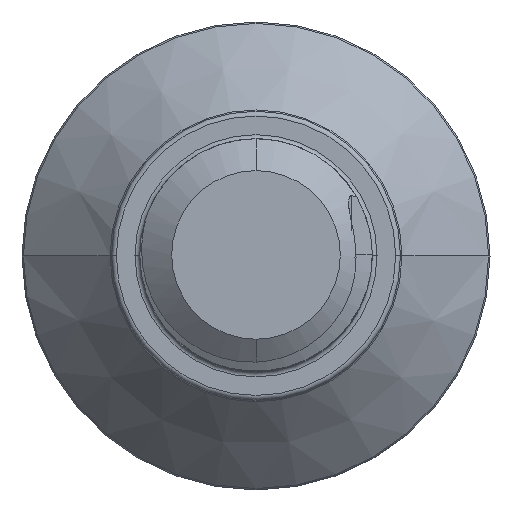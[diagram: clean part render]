
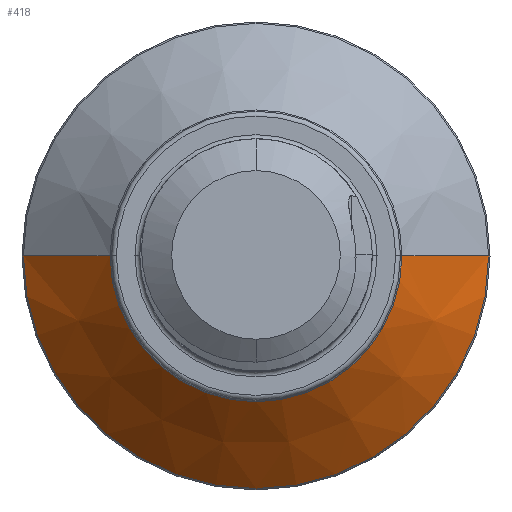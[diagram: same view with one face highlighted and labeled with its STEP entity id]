
A CAD part, top view. The second image highlights one B-rep face of the part: STEP entity #418.
In plain terms, the highlighted conical face has half-angle 45 degrees and reference radius 3 mm.
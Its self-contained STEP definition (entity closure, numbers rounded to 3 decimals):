
#119 = LINE ( 'NONE', #3771, #4150 ) ;
#188 = CARTESIAN_POINT ( 'NONE',  ( 0., 0., 2.671 ) ) ;
#378 = VECTOR ( 'NONE', #726, 1000. ) ;
#418 = ADVANCED_FACE ( 'NONE', ( #1146 ), #5038, .T. ) ;
#597 = DIRECTION ( 'NONE',  ( 1., 0., 0. ) ) ;
#665 = ORIENTED_EDGE ( 'NONE', *, *, #2284, .T. ) ;
#726 = DIRECTION ( 'NONE',  ( -0.707, 0., -0.707 ) ) ;
#744 = DIRECTION ( 'NONE',  ( -1., 0., 0. ) ) ;
#763 = CARTESIAN_POINT ( 'NONE',  ( 0., 0., 4.5 ) ) ;
#801 = DIRECTION ( 'NONE',  ( 0., 0., -1. ) ) ;
#964 = VERTEX_POINT ( 'NONE', #4628 ) ;
#1083 = CARTESIAN_POINT ( 'NONE',  ( -4.829, 0., 2.671 ) ) ;
#1117 = CARTESIAN_POINT ( 'NONE',  ( -3., 0., 4.5 ) ) ;
#1146 = FACE_OUTER_BOUND ( 'NONE', #2864, .T. ) ;
#1646 = ORIENTED_EDGE ( 'NONE', *, *, #2592, .T. ) ;
#1830 = DIRECTION ( 'NONE',  ( 0., 0., -1. ) ) ;
#2049 = AXIS2_PLACEMENT_3D ( 'NONE', #763, #801, #744 ) ;
#2284 = EDGE_CURVE ( 'NONE', #3401, #964, #4224, .T. ) ;
#2592 = EDGE_CURVE ( 'NONE', #3459, #3401, #3516, .T. ) ;
#2857 = CARTESIAN_POINT ( 'NONE',  ( 3.029, 0., 4.471 ) ) ;
#2864 = EDGE_LOOP ( 'NONE', ( #3662, #3175, #1646, #665 ) ) ;
#2944 = DIRECTION ( 'NONE',  ( 0., 0., 1. ) ) ;
#2976 = VERTEX_POINT ( 'NONE', #2857 ) ;
#3175 = ORIENTED_EDGE ( 'NONE', *, *, #4080, .T. ) ;
#3290 = AXIS2_PLACEMENT_3D ( 'NONE', #4171, #1830, #4562 ) ;
#3299 = EDGE_CURVE ( 'NONE', #2976, #964, #119, .T. ) ;
#3401 = VERTEX_POINT ( 'NONE', #1083 ) ;
#3459 = VERTEX_POINT ( 'NONE', #4245 ) ;
#3498 = CIRCLE ( 'NONE', #3290, 3.029 ) ;
#3516 = LINE ( 'NONE', #1117, #378 ) ;
#3662 = ORIENTED_EDGE ( 'NONE', *, *, #3299, .F. ) ;
#3771 = CARTESIAN_POINT ( 'NONE',  ( 3., 0., 4.5 ) ) ;
#3790 = DIRECTION ( 'NONE',  ( 0.707, 0., -0.707 ) ) ;
#4080 = EDGE_CURVE ( 'NONE', #2976, #3459, #3498, .T. ) ;
#4150 = VECTOR ( 'NONE', #3790, 1000. ) ;
#4171 = CARTESIAN_POINT ( 'NONE',  ( 0., 0., 4.471 ) ) ;
#4224 = CIRCLE ( 'NONE', #4893, 4.829 ) ;
#4245 = CARTESIAN_POINT ( 'NONE',  ( -3.029, 0., 4.471 ) ) ;
#4562 = DIRECTION ( 'NONE',  ( -1., 0., 0. ) ) ;
#4628 = CARTESIAN_POINT ( 'NONE',  ( 4.829, 0., 2.671 ) ) ;
#4893 = AXIS2_PLACEMENT_3D ( 'NONE', #188, #2944, #597 ) ;
#5038 = CONICAL_SURFACE ( 'NONE', #2049, 3., 0.785 ) ;
